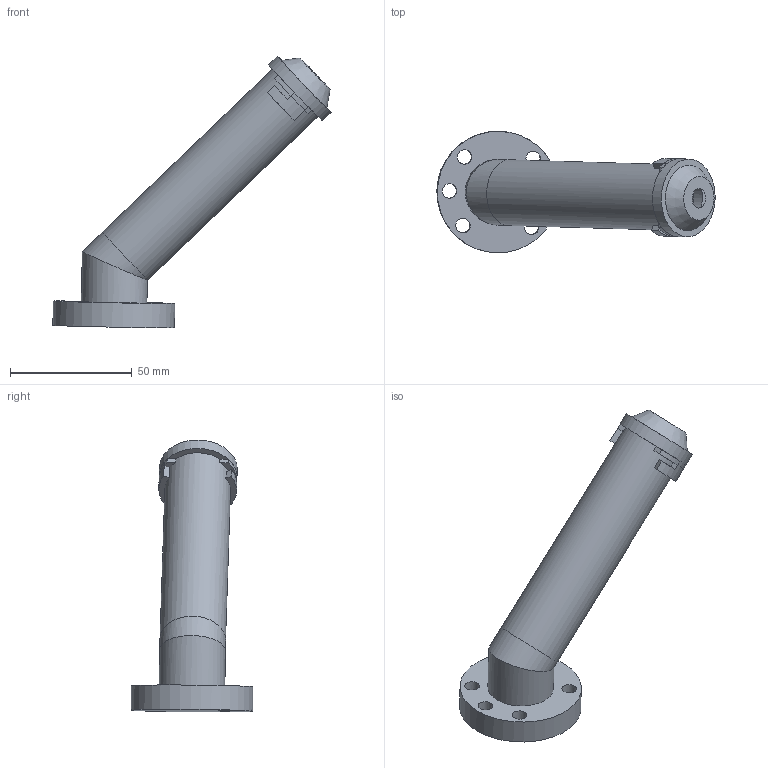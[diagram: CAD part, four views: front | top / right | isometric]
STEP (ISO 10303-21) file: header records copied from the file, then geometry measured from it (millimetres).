
FILE_DESCRIPTION(/* description */ (''),/* implementation_level */ '2;1');
FILE_NAME(/* name */ 'Herramienta.stp',/* time_stamp */ '2024-03-22T19:16:04-05:00',/* author */ ('Tenshi Ciel'),/* organization */ (''),/* preprocessor_version */ 'ST-DEVELOPER v19.2',/* originating_system */ 'Autodesk Inventor 2024',/* authorisation */ '');
FILE_SCHEMA (('AUTOMOTIVE_DESIGN { 1 0 10303 214 3 1 1 }'));
Length unit declared in the file: millimetre
Products named in the file (1): HerramientaFull_Simplificar_5
Bounding box: 114.47 x 50.07 x 111.86 mm (x, y, z)
Volume: 69014.3 mm3; surface area: 25426.9 mm2
Topology: 3 solids, 3 shells, 42 faces, 103 edges, 69 vertices
Faces by surface type: plane 24, cylinder 16, cone 2
Full cylindrical faces by diameter (mm): 6 x5, 17 x2, 27 x3, 32 x1, 50 x1
Entity records: 1375 total; most frequent: DIRECTION 238, CARTESIAN_POINT 215, ORIENTED_EDGE 206, EDGE_CURVE 103, AXIS2_PLACEMENT_3D 92, VERTEX_POINT 69, EDGE_LOOP 58, LINE 54
